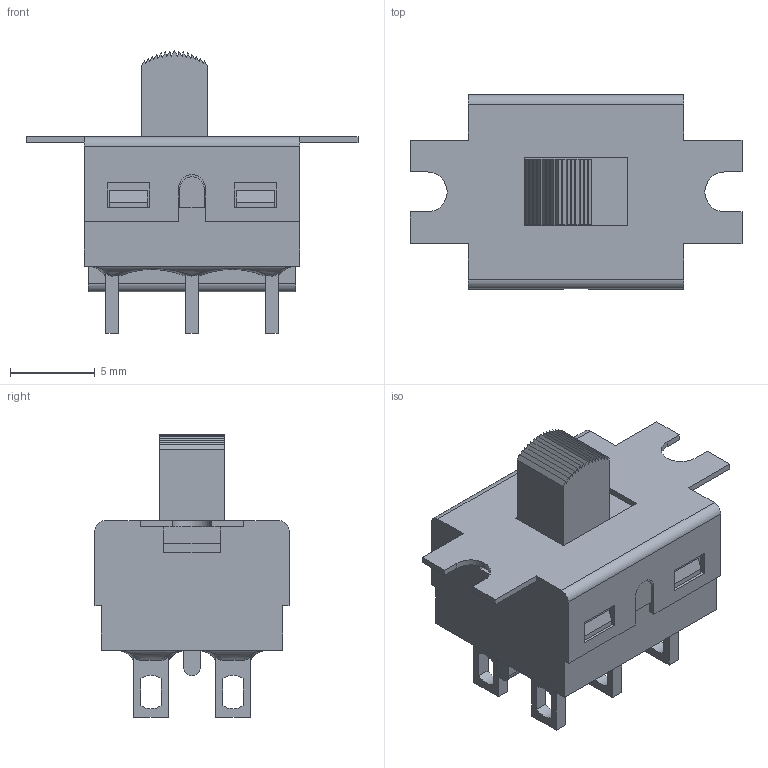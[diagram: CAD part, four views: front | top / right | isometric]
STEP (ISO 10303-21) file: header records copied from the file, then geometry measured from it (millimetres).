
FILE_DESCRIPTION((' '),'2;1');
FILE_NAME('500SDPxS1M1xEB.stp','2017-08-02T08:04:27',(' '),(' '),' ','ACIS',' ');
FILE_SCHEMA(('CONFIG_CONTROL_DESIGN'));
Length unit declared in the file: inch
Products named in the file (1): 500SDPxS1M1xEB.stp
Bounding box: 19.56 x 11.43 x 16.66 mm (x, y, z)
Volume: 657.8 mm3; surface area: 1610.4 mm2
Topology: 1 solids, 2 shells, 247 faces, 716 edges, 482 vertices
Faces by surface type: plane 193, cylinder 36, bspline 16, cone 2
Full cylindrical faces by diameter (mm): 2.4 x1
Entity records: 9010 total; most frequent: CARTESIAN_POINT 2383, ORIENTED_EDGE 1428, DIRECTION 1245, EDGE_CURVE 714, VECTOR 551, LINE 551, VERTEX_POINT 481, AXIS2_PLACEMENT_3D 347
